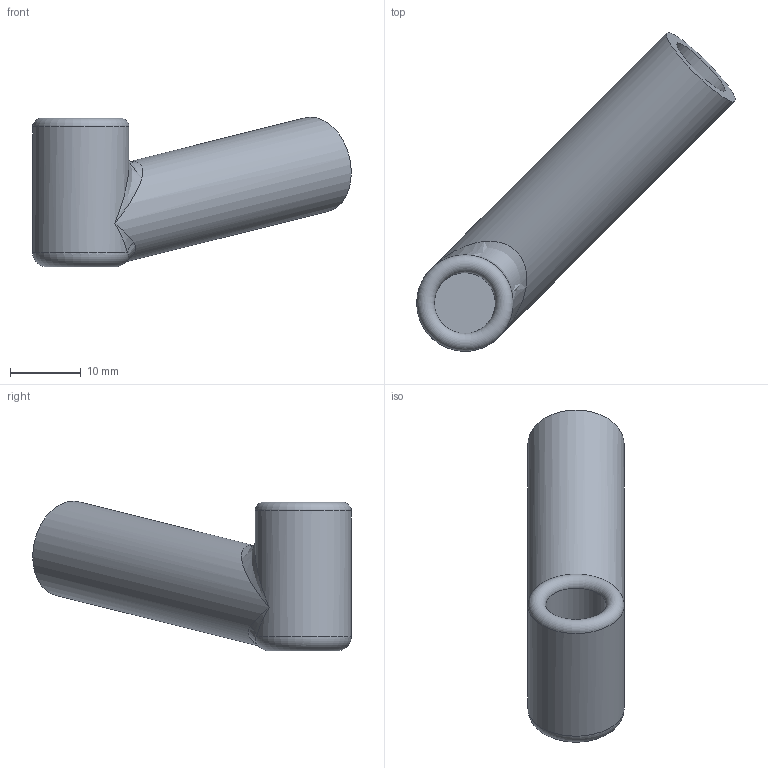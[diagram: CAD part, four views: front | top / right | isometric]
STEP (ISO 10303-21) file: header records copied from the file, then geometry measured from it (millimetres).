
FILE_DESCRIPTION(/* description */ ('STEP AP242','CAx-IF Rec.Pracs.---Representation and Presentation of Product Manufacturing Information (PMI)---4.0---2014-10-13','CAx-IF Rec.Pracs.---3D Tessellated Geometry---0.4---2014-09-14','2;1'),/* implementation_level */ '2;1');
FILE_NAME(/* name */ '6494ec46c66d2d5453f1faa5',/* time_stamp */ '2023-06-23T00:50:14Z',/* author */ (''),/* organization */ (''),/* preprocessor_version */ 'ST-DEVELOPER v19.4',/* originating_system */ ' ',/* authorisation */ ' ');
FILE_SCHEMA (('AP242_MANAGED_MODEL_BASED_3D_ENGINEERING_MIM_LF { 1 0 10303 442 1 1 4 }'));
Length unit declared in the file: metre
Products named in the file (1): Drone
Bounding box: 45 x 45 x 21.13 mm (x, y, z)
Volume: 4945.4 mm3; surface area: 4678.8 mm2
Topology: 1 solids, 1 shells, 23 faces, 60 edges, 34 vertices
Faces by surface type: plane 8, cylinder 5, torus 5, bspline 4, cone 1
Full cylindrical faces by diameter (mm): 8.6 x1, 9.6 x1, 13.6 x2
Entity records: 787 total; most frequent: CARTESIAN_POINT 289, DIRECTION 96, ORIENTED_EDGE 94, EDGE_CURVE 47, AXIS2_PLACEMENT_3D 41, VERTEX_POINT 31, EDGE_LOOP 30, FACE_BOUND 30
